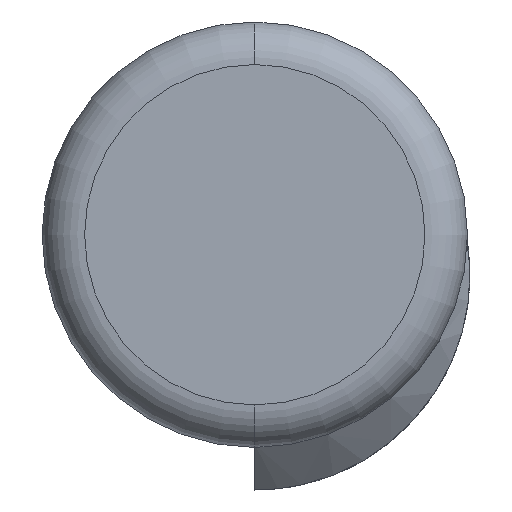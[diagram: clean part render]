
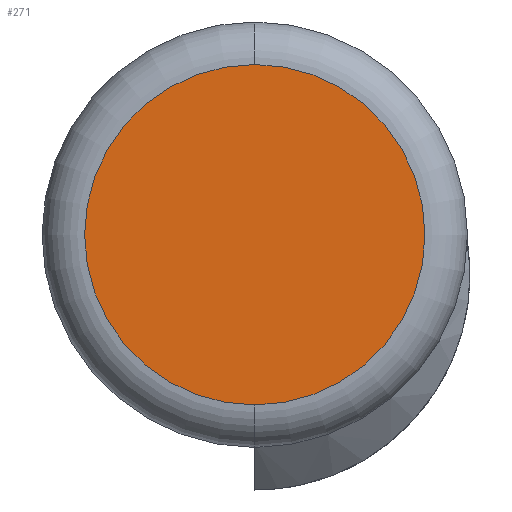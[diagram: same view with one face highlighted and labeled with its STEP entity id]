
A CAD part, left-side view. The second image highlights one B-rep face of the part: STEP entity #271.
In plain terms, the highlighted planar face has unit normal (-1, 0, 0).
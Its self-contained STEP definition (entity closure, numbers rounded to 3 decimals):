
#8 = CIRCLE ( 'NONE', #238, 4. ) ;
#56 = AXIS2_PLACEMENT_3D ( 'NONE', #326, #321, #286 ) ;
#118 = EDGE_LOOP ( 'NONE', ( #284, #414 ) ) ;
#160 = DIRECTION ( 'NONE',  ( 0., 0., -1. ) ) ;
#168 = VERTEX_POINT ( 'NONE', #484 ) ;
#196 = CARTESIAN_POINT ( 'NONE',  ( 0., 0., 0. ) ) ;
#213 = CIRCLE ( 'NONE', #56, 4. ) ;
#238 = AXIS2_PLACEMENT_3D ( 'NONE', #294, #513, #296 ) ;
#247 = CARTESIAN_POINT ( 'NONE',  ( 0., 0., -4. ) ) ;
#271 = ADVANCED_FACE ( 'NONE', ( #409 ), #289, .F. ) ;
#284 = ORIENTED_EDGE ( 'NONE', *, *, #329, .T. ) ;
#286 = DIRECTION ( 'NONE',  ( 0., 0., 1. ) ) ;
#289 = PLANE ( 'NONE',  #518 ) ;
#294 = CARTESIAN_POINT ( 'NONE',  ( 0., 0., 0. ) ) ;
#296 = DIRECTION ( 'NONE',  ( 0., 0., 1. ) ) ;
#321 = DIRECTION ( 'NONE',  ( -1., 0., 0. ) ) ;
#326 = CARTESIAN_POINT ( 'NONE',  ( 0., 0., 0. ) ) ;
#329 = EDGE_CURVE ( 'NONE', #168, #435, #213, .T. ) ;
#409 = FACE_OUTER_BOUND ( 'NONE', #118, .T. ) ;
#412 = EDGE_CURVE ( 'NONE', #435, #168, #8, .T. ) ;
#414 = ORIENTED_EDGE ( 'NONE', *, *, #412, .T. ) ;
#435 = VERTEX_POINT ( 'NONE', #247 ) ;
#484 = CARTESIAN_POINT ( 'NONE',  ( 0., 0., 4. ) ) ;
#490 = DIRECTION ( 'NONE',  ( 1., 0., 0. ) ) ;
#513 = DIRECTION ( 'NONE',  ( -1., 0., 0. ) ) ;
#518 = AXIS2_PLACEMENT_3D ( 'NONE', #196, #490, #160 ) ;
